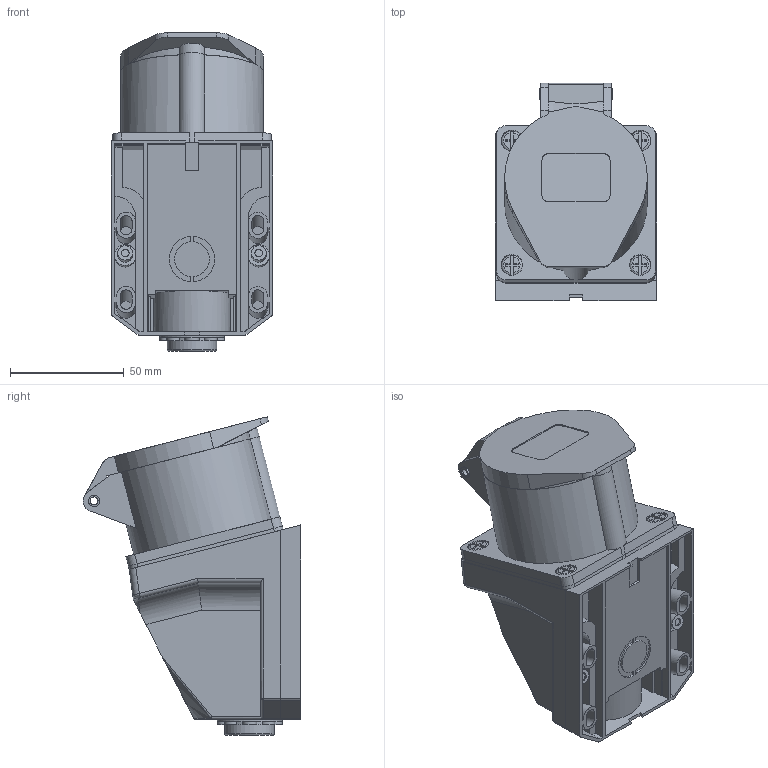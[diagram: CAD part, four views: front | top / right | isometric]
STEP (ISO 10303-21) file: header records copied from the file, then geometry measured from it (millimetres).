
FILE_DESCRIPTION (( 'STEP AP203' ), '1' );
FILE_NAME ('ps-115-16-380.ÃÌ Ðîçåòêà ñòàöèîíàðíàÿ íàðóæíàÿ 115 3Ð+ÐÅ+N 16À 380Â IP44 EKF.STEP', '2025-10-01T08:19:26', ( '' ), ( '' ), 'SwSTEP 2.0', 'SolidWorks 2021', '' );
FILE_SCHEMA (( 'CONFIG_CONTROL_DESIGN' ));
Length unit declared in the file: millimetre
Products named in the file (5): Êîïèÿ 124^ps-115-16-380.ÃÌ Ðîçåòêà ñòàöèîíàðíàÿ íàðóæíàÿ 115 3Ð+ÐÅ+N 16À 380Â IP44 EKF_00; Êîïèÿ 123^ps-115-16-380.ÃÌ Ðîçåòêà ñòàöèîíàðíàÿ íàðóæíàÿ 115 3Ð+ÐÅ+N 16À 380Â IP44 EKF_00; Êîïèÿ Ðàçäåëÿþùàÿ ëèíèÿ3^ps-115-16-380.ÃÌ Ðîçåòêà ñòàöèîíàðíàÿ íàðóæíàÿ 115 3Ð+ÐÅ+N 16À 380Â IP44 EKF_00; ps-115-16-380.ÃÌ Ðîçåòêà ñòàöèîíàðíàÿ íàðóæíàÿ 115 3Ð+ÐÅ+N 16À 380Â IP44 EKF; Êîðïóñ-ðîçåòêè ñ èñïðàâëåíèÿìè_00
Assembly tree (4 placements, depth 2):
  ps-115-16-380.ÃÌ Ðîçåòêà ñòàöèîíàðíàÿ íàðóæíàÿ 115 3Ð+ÐÅ+N 16À 380Â IP44 EKF
    Êîïèÿ 123^ps-115-16-380.ÃÌ Ðîçåòêà ñòàöèîíàðíàÿ íàðóæíàÿ 115 3Ð+ÐÅ+N 16À 380Â IP44 EKF_00
    Êîïèÿ Ðàçäåëÿþùàÿ ëèíèÿ3^ps-115-16-380.ÃÌ Ðîçåòêà ñòàöèîíàðíàÿ íàðóæíàÿ 115 3Ð+ÐÅ+N 16À 380Â IP44 EKF_00
    Êîïèÿ 124^ps-115-16-380.ÃÌ Ðîçåòêà ñòàöèîíàðíàÿ íàðóæíàÿ 115 3Ð+ÐÅ+N 16À 380Â IP44 EKF_00
    Êîðïóñ-ðîçåòêè ñ èñïðàâëåíèÿìè_00
Bounding box: 71 x 95.72 x 140.07 mm (x, y, z)
Volume: 386668.6 mm3; surface area: 85878.4 mm2
Topology: 4 solids, 4 shells, 445 faces, 1155 edges, 760 vertices
Faces by surface type: plane 267, cylinder 137, bspline 19, torus 13, sphere 8, cone 1
Full cylindrical faces by diameter (mm): 3.35 x2, 3.5 x1, 4 x8, 4.75 x1, 5 x2, 6 x4, 6.5 x2, 6.55 x2, 6.75 x3, 8 x1, 9.3 x8, 9.5 x8, 11.5 x4, 21.75 x1, 28.6 x1, 58 x1
Entity records: 14886 total; most frequent: CARTESIAN_POINT 3843, ORIENTED_EDGE 2154, DIRECTION 2126, EDGE_CURVE 1077, VERTEX_POINT 741, AXIS2_PLACEMENT_3D 727, VECTOR 672, LINE 672
